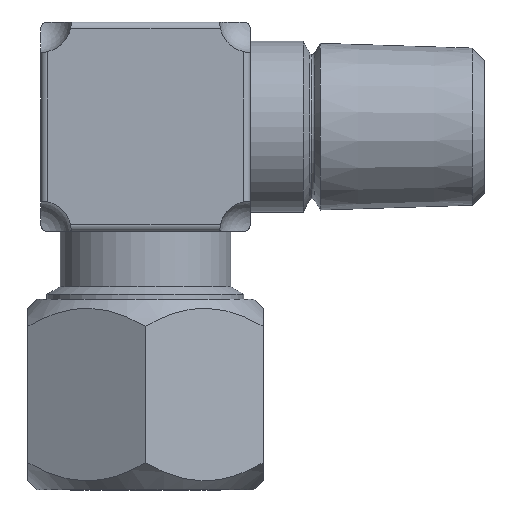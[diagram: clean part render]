
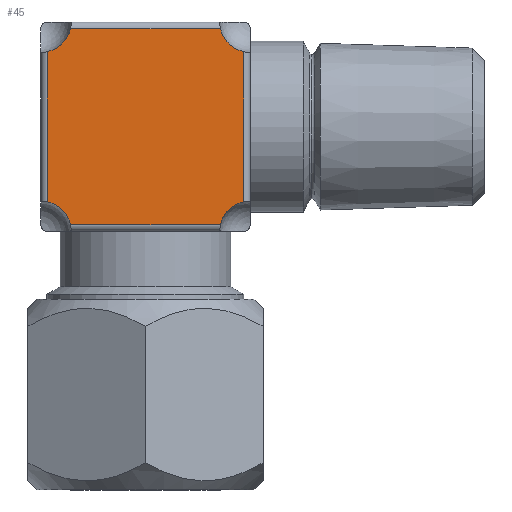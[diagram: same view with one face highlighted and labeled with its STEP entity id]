
A CAD part, left-side view. The second image highlights one B-rep face of the part: STEP entity #45.
In plain terms, the highlighted planar face has unit normal (-1, 0, 0).
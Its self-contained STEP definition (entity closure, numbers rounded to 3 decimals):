
#40 = EDGE_LOOP ( 'NONE', ( #47, #50, #2941, #2939, #2962, #3125, #3124, #3133 ) ) ;
#45 = ADVANCED_FACE ( 'NONE', ( #92 ), #91, .F. ) ;
#47 = ORIENTED_EDGE ( 'NONE', *, *, #48, .F. ) ;
#48 = EDGE_CURVE ( 'NONE', #55, #52, #79, .T. ) ;
#50 = ORIENTED_EDGE ( 'NONE', *, *, #2910, .T. ) ;
#52 = VERTEX_POINT ( 'NONE', #119 ) ;
#55 = VERTEX_POINT ( 'NONE', #111 ) ;
#76 = DIRECTION ( 'NONE',  ( 0., 0., -1. ) ) ;
#77 = DIRECTION ( 'NONE',  ( -1., 0., 0. ) ) ;
#78 = AXIS2_PLACEMENT_3D ( 'NONE', #82, #77, #76 ) ;
#79 = CIRCLE ( 'NONE', #78, 2.47 ) ;
#80 = DIRECTION ( 'NONE',  ( 0., 0., -1. ) ) ;
#81 = DIRECTION ( 'NONE',  ( 1., 0., 0. ) ) ;
#82 = CARTESIAN_POINT ( 'NONE',  ( -7.5, -8.5, -8.5 ) ) ;
#89 = CARTESIAN_POINT ( 'NONE',  ( -7.5, 0., 0. ) ) ;
#90 = AXIS2_PLACEMENT_3D ( 'NONE', #89, #81, #80 ) ;
#91 = PLANE ( 'NONE',  #90 ) ;
#92 = FACE_OUTER_BOUND ( 'NONE', #40, .T. ) ;
#111 = CARTESIAN_POINT ( 'NONE',  ( -7.5, -7.967, -6.089 ) ) ;
#119 = CARTESIAN_POINT ( 'NONE',  ( -7.5, -6.089, -7.967 ) ) ;
#1120 = DIRECTION ( 'NONE',  ( 0., 0., 1. ) ) ;
#1121 = VECTOR ( 'NONE', #1120, 1000. ) ;
#1122 = CARTESIAN_POINT ( 'NONE',  ( -7.5, -7.967, 8.5 ) ) ;
#1123 = LINE ( 'NONE', #1122, #1121 ) ;
#1177 = CARTESIAN_POINT ( 'NONE',  ( -7.5, -6.089, 7.967 ) ) ;
#1178 = DIRECTION ( 'NONE',  ( 0., 0., -1. ) ) ;
#1179 = DIRECTION ( 'NONE',  ( -1., 0., 0. ) ) ;
#1180 = CARTESIAN_POINT ( 'NONE',  ( -7.5, -8.5, 8.5 ) ) ;
#1181 = AXIS2_PLACEMENT_3D ( 'NONE', #1180, #1179, #1178 ) ;
#1182 = CIRCLE ( 'NONE', #1181, 2.47 ) ;
#1189 = CARTESIAN_POINT ( 'NONE',  ( -7.5, -7.967, 6.089 ) ) ;
#1220 = CARTESIAN_POINT ( 'NONE',  ( -7.5, 7.967, 6.089 ) ) ;
#1221 = DIRECTION ( 'NONE',  ( 0., 0., -1. ) ) ;
#1222 = DIRECTION ( 'NONE',  ( -1., 0., 0. ) ) ;
#1235 = CARTESIAN_POINT ( 'NONE',  ( -7.5, 8.5, 8.5 ) ) ;
#1236 = AXIS2_PLACEMENT_3D ( 'NONE', #1235, #1222, #1221 ) ;
#1237 = CIRCLE ( 'NONE', #1236, 2.47 ) ;
#1247 = CARTESIAN_POINT ( 'NONE',  ( -7.5, 6.089, 7.967 ) ) ;
#1248 = DIRECTION ( 'NONE',  ( 0., 1., 0. ) ) ;
#1249 = VECTOR ( 'NONE', #1248, 1000. ) ;
#1250 = CARTESIAN_POINT ( 'NONE',  ( -7.5, 8.5, 7.967 ) ) ;
#1251 = LINE ( 'NONE', #1250, #1249 ) ;
#1507 = CARTESIAN_POINT ( 'NONE',  ( -7.5, 8.5, -8.5 ) ) ;
#1508 = AXIS2_PLACEMENT_3D ( 'NONE', #1507, #1565, #1564 ) ;
#1509 = CIRCLE ( 'NONE', #1508, 2.47 ) ;
#1510 = CARTESIAN_POINT ( 'NONE',  ( -7.5, 7.967, -6.089 ) ) ;
#1523 = DIRECTION ( 'NONE',  ( 0., 0., -1. ) ) ;
#1524 = VECTOR ( 'NONE', #1523, 1000. ) ;
#1525 = CARTESIAN_POINT ( 'NONE',  ( -7.5, 7.967, -8.5 ) ) ;
#1526 = LINE ( 'NONE', #1525, #1524 ) ;
#1548 = CARTESIAN_POINT ( 'NONE',  ( -7.5, 6.089, -7.967 ) ) ;
#1564 = DIRECTION ( 'NONE',  ( 0., 0., -1. ) ) ;
#1565 = DIRECTION ( 'NONE',  ( -1., 0., 0. ) ) ;
#1572 = DIRECTION ( 'NONE',  ( 0., -1., 0. ) ) ;
#1573 = VECTOR ( 'NONE', #1572, 1000. ) ;
#1574 = CARTESIAN_POINT ( 'NONE',  ( -7.5, -8.5, -7.967 ) ) ;
#1575 = LINE ( 'NONE', #1574, #1573 ) ;
#2910 = EDGE_CURVE ( 'NONE', #55, #2928, #1123, .T. ) ;
#2928 = VERTEX_POINT ( 'NONE', #1189 ) ;
#2938 = EDGE_CURVE ( 'NONE', #2943, #2928, #1182, .T. ) ;
#2939 = ORIENTED_EDGE ( 'NONE', *, *, #2967, .T. ) ;
#2941 = ORIENTED_EDGE ( 'NONE', *, *, #2938, .F. ) ;
#2943 = VERTEX_POINT ( 'NONE', #1177 ) ;
#2949 = EDGE_CURVE ( 'NONE', #2954, #2968, #1237, .T. ) ;
#2954 = VERTEX_POINT ( 'NONE', #1220 ) ;
#2962 = ORIENTED_EDGE ( 'NONE', *, *, #2949, .F. ) ;
#2967 = EDGE_CURVE ( 'NONE', #2943, #2968, #1251, .T. ) ;
#2968 = VERTEX_POINT ( 'NONE', #1247 ) ;
#3111 = EDGE_CURVE ( 'NONE', #2954, #3123, #1526, .T. ) ;
#3123 = VERTEX_POINT ( 'NONE', #1510 ) ;
#3124 = ORIENTED_EDGE ( 'NONE', *, *, #3126, .F. ) ;
#3125 = ORIENTED_EDGE ( 'NONE', *, *, #3111, .T. ) ;
#3126 = EDGE_CURVE ( 'NONE', #3131, #3123, #1509, .T. ) ;
#3131 = VERTEX_POINT ( 'NONE', #1548 ) ;
#3133 = ORIENTED_EDGE ( 'NONE', *, *, #3155, .T. ) ;
#3155 = EDGE_CURVE ( 'NONE', #3131, #52, #1575, .T. ) ;
